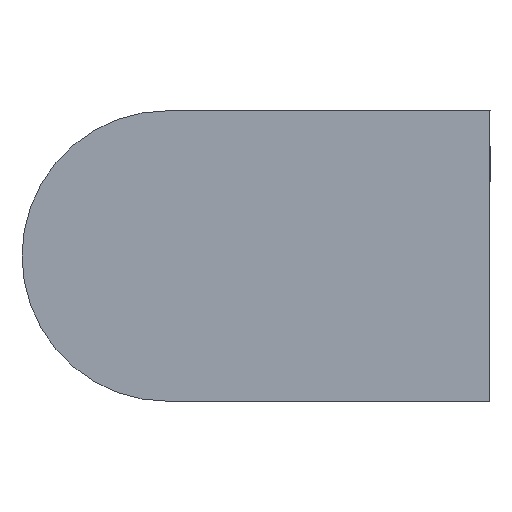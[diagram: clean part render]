
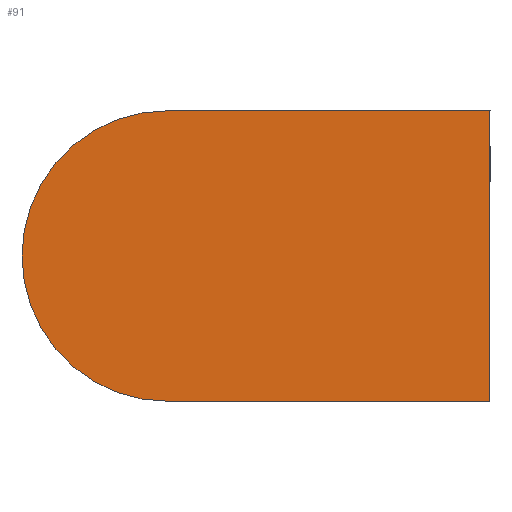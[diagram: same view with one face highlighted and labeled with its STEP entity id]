
A CAD part, front view. The second image highlights one B-rep face of the part: STEP entity #91.
In plain terms, the highlighted planar face has unit normal (0, -1, 0).
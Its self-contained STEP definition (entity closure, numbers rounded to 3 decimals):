
#3 = VECTOR ( 'NONE', #222, 1000. ) ;
#6 = LINE ( 'NONE', #353, #433 ) ;
#9 = EDGE_CURVE ( 'NONE', #79, #86, #6, .T. ) ;
#14 = VERTEX_POINT ( 'NONE', #428 ) ;
#28 = CARTESIAN_POINT ( 'NONE',  ( 25., 0., 22.5 ) ) ;
#30 = ORIENTED_EDGE ( 'NONE', *, *, #156, .F. ) ;
#57 = LINE ( 'NONE', #372, #314 ) ;
#58 = CARTESIAN_POINT ( 'NONE',  ( 25., 0., -22.5 ) ) ;
#62 = CARTESIAN_POINT ( 'NONE',  ( -25., 0., 0. ) ) ;
#79 = VERTEX_POINT ( 'NONE', #81 ) ;
#81 = CARTESIAN_POINT ( 'NONE',  ( -25., 0., 22.5 ) ) ;
#86 = VERTEX_POINT ( 'NONE', #28 ) ;
#91 = ADVANCED_FACE ( 'NONE', ( #454 ), #381, .F. ) ;
#113 = DIRECTION ( 'NONE',  ( 0., 1., 0. ) ) ;
#156 = EDGE_CURVE ( 'NONE', #86, #375, #224, .T. ) ;
#160 = ORIENTED_EDGE ( 'NONE', *, *, #9, .F. ) ;
#200 = EDGE_LOOP ( 'NONE', ( #30, #160, #393, #304 ) ) ;
#204 = DIRECTION ( 'NONE',  ( 0., 1., 0. ) ) ;
#211 = AXIS2_PLACEMENT_3D ( 'NONE', #321, #113, #366 ) ;
#222 = DIRECTION ( 'NONE',  ( 0., 0., -1. ) ) ;
#224 = LINE ( 'NONE', #401, #3 ) ;
#282 = DIRECTION ( 'NONE',  ( 1., 0., 0. ) ) ;
#285 = AXIS2_PLACEMENT_3D ( 'NONE', #62, #204, #342 ) ;
#299 = EDGE_CURVE ( 'NONE', #375, #14, #57, .T. ) ;
#304 = ORIENTED_EDGE ( 'NONE', *, *, #299, .F. ) ;
#312 = EDGE_CURVE ( 'NONE', #14, #79, #377, .T. ) ;
#314 = VECTOR ( 'NONE', #403, 1000. ) ;
#321 = CARTESIAN_POINT ( 'NONE',  ( -25., 0., 0. ) ) ;
#342 = DIRECTION ( 'NONE',  ( 0., 0., 1. ) ) ;
#353 = CARTESIAN_POINT ( 'NONE',  ( -25., 0., 22.5 ) ) ;
#366 = DIRECTION ( 'NONE',  ( 0., 0., 1. ) ) ;
#372 = CARTESIAN_POINT ( 'NONE',  ( -25., 0., -22.5 ) ) ;
#375 = VERTEX_POINT ( 'NONE', #58 ) ;
#377 = CIRCLE ( 'NONE', #285, 22.5 ) ;
#381 = PLANE ( 'NONE',  #211 ) ;
#393 = ORIENTED_EDGE ( 'NONE', *, *, #312, .F. ) ;
#401 = CARTESIAN_POINT ( 'NONE',  ( 25., 0., -22.5 ) ) ;
#403 = DIRECTION ( 'NONE',  ( -1., 0., 0. ) ) ;
#428 = CARTESIAN_POINT ( 'NONE',  ( -25., 0., -22.5 ) ) ;
#433 = VECTOR ( 'NONE', #282, 1000. ) ;
#454 = FACE_OUTER_BOUND ( 'NONE', #200, .T. ) ;
